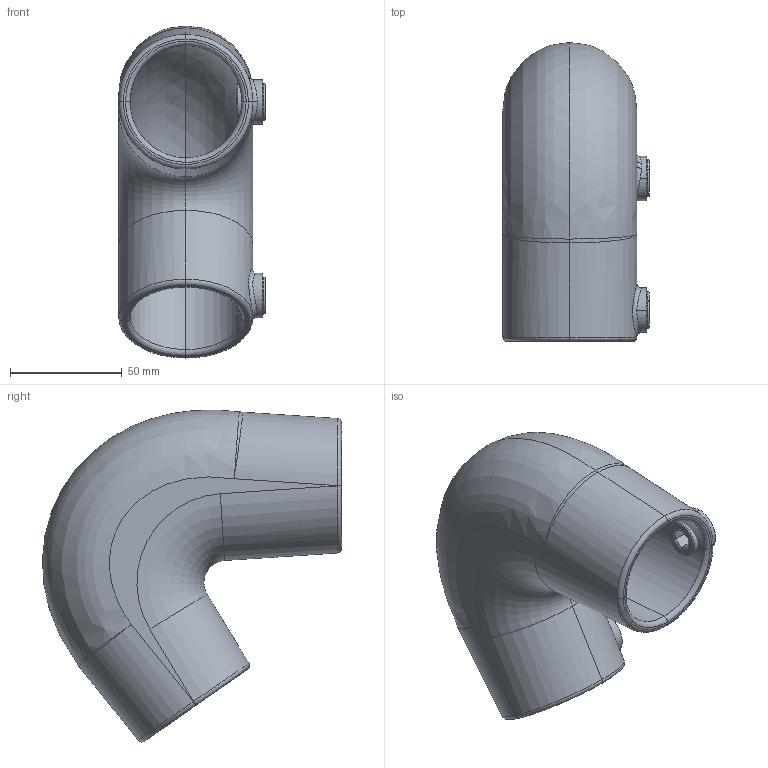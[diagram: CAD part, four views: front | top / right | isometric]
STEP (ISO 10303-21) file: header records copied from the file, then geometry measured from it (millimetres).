
FILE_DESCRIPTION (( 'STEP AP203' ), '1' );
FILE_NAME ('0521280000.STEP', '2024-07-01T13:40:08', ( '' ), ( '' ), 'SwSTEP 2.0', 'SolidWorks 2022', '' );
FILE_SCHEMA (( 'CONFIG_CONTROL_DESIGN' ));
Length unit declared in the file: metre
Products named in the file (1): 0521280000
Bounding box: 65.5 x 133.98 x 148.73 mm (x, y, z)
Volume: 179728.9 mm3; surface area: 75201.8 mm2
Topology: 3 solids, 3 shells, 134 faces, 310 edges, 176 vertices
Faces by surface type: cylinder 60, plane 30, bspline 28, torus 16
Entity records: 9528 total; most frequent: CARTESIAN_POINT 6720, ORIENTED_EDGE 612, DIRECTION 520, EDGE_CURVE 306, AXIS2_PLACEMENT_3D 201, VERTEX_POINT 176, EDGE_LOOP 142, ADVANCED_FACE 134
